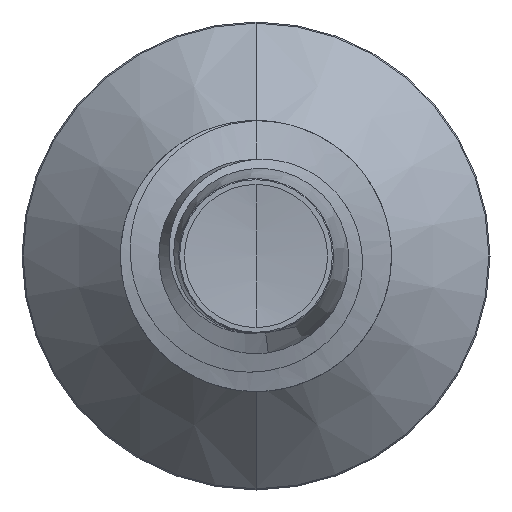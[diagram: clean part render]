
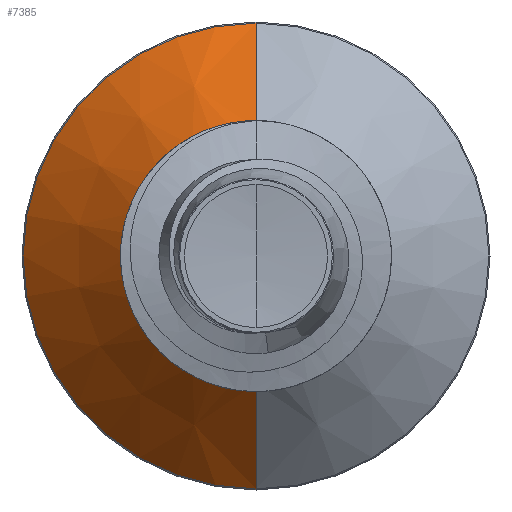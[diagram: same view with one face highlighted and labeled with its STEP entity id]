
A CAD part, front view. The second image highlights one B-rep face of the part: STEP entity #7385.
In plain terms, the highlighted conical face has half-angle 45 degrees and reference radius 1.034 mm.
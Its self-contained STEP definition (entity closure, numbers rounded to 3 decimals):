
#138 = LINE ( 'NONE', #525, #9959 ) ;
#525 = CARTESIAN_POINT ( 'NONE',  ( 0., 3.784, -1.034 ) ) ;
#1153 = CARTESIAN_POINT ( 'NONE',  ( 0., 4.64, -1.89 ) ) ;
#1424 = ORIENTED_EDGE ( 'NONE', *, *, #9780, .T. ) ;
#1663 = CIRCLE ( 'NONE', #4039, 1.89 ) ;
#1845 = VERTEX_POINT ( 'NONE', #1153 ) ;
#2778 = EDGE_CURVE ( 'NONE', #4743, #1845, #138, .T. ) ;
#3176 = DIRECTION ( 'NONE',  ( 0., 1., 0. ) ) ;
#3842 = DIRECTION ( 'NONE',  ( 0., 0.707, -0.707 ) ) ;
#3857 = DIRECTION ( 'NONE',  ( 0., 0., 1. ) ) ;
#3976 = EDGE_CURVE ( 'NONE', #1845, #8096, #1663, .T. ) ;
#4039 = AXIS2_PLACEMENT_3D ( 'NONE', #11169, #9723, #5768 ) ;
#4743 = VERTEX_POINT ( 'NONE', #6633 ) ;
#5133 = AXIS2_PLACEMENT_3D ( 'NONE', #9362, #8433, #3857 ) ;
#5670 = CARTESIAN_POINT ( 'NONE',  ( 0., 3.784, 1.034 ) ) ;
#5768 = DIRECTION ( 'NONE',  ( 0., 0., 1. ) ) ;
#5881 = DIRECTION ( 'NONE',  ( 0., 0.707, 0.707 ) ) ;
#5969 = ORIENTED_EDGE ( 'NONE', *, *, #9472, .T. ) ;
#5986 = ORIENTED_EDGE ( 'NONE', *, *, #3976, .F. ) ;
#6633 = CARTESIAN_POINT ( 'NONE',  ( 0., 3.784, -1.034 ) ) ;
#6883 = LINE ( 'NONE', #8599, #10611 ) ;
#7238 = VERTEX_POINT ( 'NONE', #5670 ) ;
#7385 = ADVANCED_FACE ( 'NONE', ( #7742 ), #9922, .T. ) ;
#7742 = FACE_OUTER_BOUND ( 'NONE', #8312, .T. ) ;
#7873 = CARTESIAN_POINT ( 'NONE',  ( 0., 4.64, 1.89 ) ) ;
#8096 = VERTEX_POINT ( 'NONE', #7873 ) ;
#8207 = ORIENTED_EDGE ( 'NONE', *, *, #2778, .F. ) ;
#8312 = EDGE_LOOP ( 'NONE', ( #8207, #1424, #5969, #5986 ) ) ;
#8433 = DIRECTION ( 'NONE',  ( 0., 1., 0. ) ) ;
#8599 = CARTESIAN_POINT ( 'NONE',  ( 0., 3.784, 1.034 ) ) ;
#8741 = CARTESIAN_POINT ( 'NONE',  ( 0., 3.784, 0. ) ) ;
#9362 = CARTESIAN_POINT ( 'NONE',  ( 0., 3.784, 0. ) ) ;
#9472 = EDGE_CURVE ( 'NONE', #7238, #8096, #6883, .T. ) ;
#9688 = DIRECTION ( 'NONE',  ( 0., 0., 1. ) ) ;
#9723 = DIRECTION ( 'NONE',  ( 0., 1., 0. ) ) ;
#9780 = EDGE_CURVE ( 'NONE', #4743, #7238, #10323, .T. ) ;
#9922 = CONICAL_SURFACE ( 'NONE', #5133, 1.034, 0.785 ) ;
#9959 = VECTOR ( 'NONE', #3842, 1000. ) ;
#10323 = CIRCLE ( 'NONE', #12233, 1.034 ) ;
#10611 = VECTOR ( 'NONE', #5881, 1000. ) ;
#11169 = CARTESIAN_POINT ( 'NONE',  ( 0., 4.64, 0. ) ) ;
#12233 = AXIS2_PLACEMENT_3D ( 'NONE', #8741, #3176, #9688 ) ;
